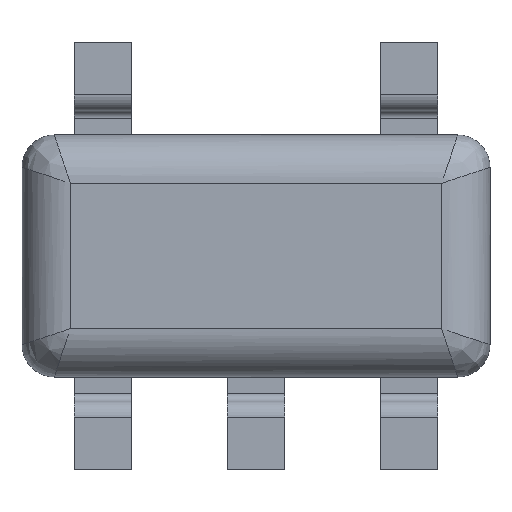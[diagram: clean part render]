
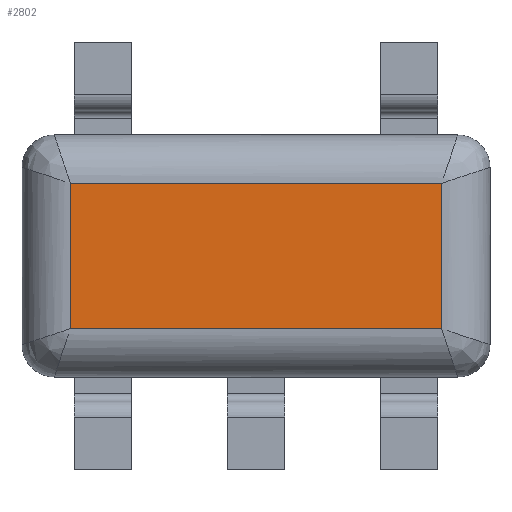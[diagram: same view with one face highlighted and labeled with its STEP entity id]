
A CAD part, front view. The second image highlights one B-rep face of the part: STEP entity #2802.
In plain terms, the highlighted planar face has unit normal (0, -1, 0).
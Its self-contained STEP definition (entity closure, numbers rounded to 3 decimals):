
#160=PLANE('',#3013);
#276=FACE_OUTER_BOUND('',#444,.T.);
#444=EDGE_LOOP('',(#1997,#1998,#1999,#2000));
#604=LINE('',#4008,#888);
#606=LINE('',#4011,#890);
#607=LINE('',#4013,#891);
#609=LINE('',#4016,#893);
#888=VECTOR('',#3253,10.);
#890=VECTOR('',#3257,10.);
#891=VECTOR('',#3260,10.);
#893=VECTOR('',#3264,10.);
#1232=VERTEX_POINT('',#3918);
#1233=VERTEX_POINT('',#3946);
#1234=VERTEX_POINT('',#3974);
#1236=VERTEX_POINT('',#4004);
#1524=EDGE_CURVE('',#1232,#1236,#604,.T.);
#1526=EDGE_CURVE('',#1236,#1234,#606,.T.);
#1527=EDGE_CURVE('',#1234,#1233,#607,.T.);
#1529=EDGE_CURVE('',#1233,#1232,#609,.T.);
#1997=ORIENTED_EDGE('',*,*,#1524,.F.);
#1998=ORIENTED_EDGE('',*,*,#1529,.F.);
#1999=ORIENTED_EDGE('',*,*,#1527,.F.);
#2000=ORIENTED_EDGE('',*,*,#1526,.F.);
#2802=ADVANCED_FACE('',(#276),#160,.F.);
#3013=AXIS2_PLACEMENT_3D('',#4024,#3276,#3277);
#3253=DIRECTION('',(0.,0.,1.));
#3257=DIRECTION('',(1.,0.,0.));
#3260=DIRECTION('',(0.,0.,-1.));
#3264=DIRECTION('',(-1.,0.,0.));
#3276=DIRECTION('center_axis',(0.,1.,0.));
#3277=DIRECTION('ref_axis',(1.,0.,0.));
#3918=CARTESIAN_POINT('',(-1.15,0.,-0.45));
#3946=CARTESIAN_POINT('',(1.15,0.,-0.45));
#3974=CARTESIAN_POINT('',(1.15,0.,0.45));
#4004=CARTESIAN_POINT('',(-1.15,0.,0.45));
#4008=CARTESIAN_POINT('',(-1.15,0.,-0.375));
#4011=CARTESIAN_POINT('',(-0.725,0.,0.45));
#4013=CARTESIAN_POINT('',(1.15,0.,0.375));
#4016=CARTESIAN_POINT('',(0.725,0.,-0.45));
#4024=CARTESIAN_POINT('Origin',(0.,0.,0.));
